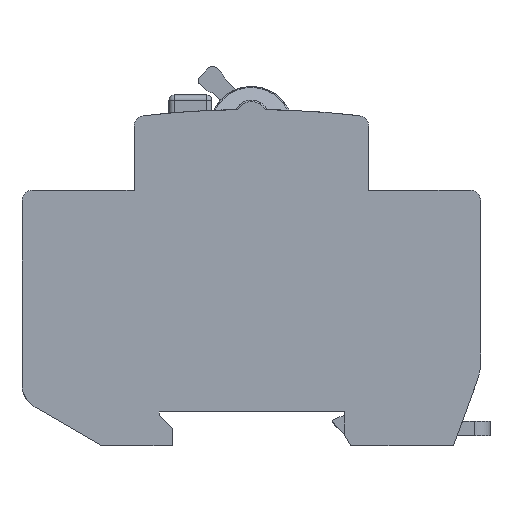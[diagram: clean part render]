
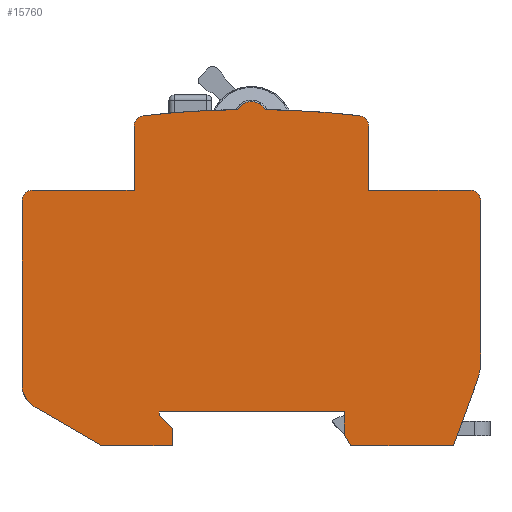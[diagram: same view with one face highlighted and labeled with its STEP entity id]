
A CAD part, left-side view. The second image highlights one B-rep face of the part: STEP entity #15760.
In plain terms, the highlighted face is planar.
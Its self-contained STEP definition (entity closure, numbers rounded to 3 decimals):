
#3693=CARTESIAN_POINT('',(0.,-15.033,-57.98));
#3720=DIRECTION('',(0.,0.866,-0.5));
#3721=VECTOR('',#3720,14.78);
#3722=CARTESIAN_POINT('',(0.,11.,6.5));
#3723=LINE('',#3722,#3721);
#3727=CARTESIAN_POINT('',(0.,21.3,-5.22));
#3728=DIRECTION('',(-1.,0.,0.));
#3729=DIRECTION('',(0.,0.5,0.866));
#3730=AXIS2_PLACEMENT_3D('',#3727,#3728,#3729);
#3735=DIRECTION('',(0.,0.,-1.));
#3736=VECTOR('',#3735,35.28);
#3737=CARTESIAN_POINT('',(0.,26.3,-5.22));
#3738=LINE('',#3737,#3736);
#3742=CARTESIAN_POINT('',(0.,24.3,-40.5));
#3743=DIRECTION('',(-1.,0.,0.));
#3744=DIRECTION('',(0.,1.,0.));
#3745=AXIS2_PLACEMENT_3D('',#3742,#3743,#3744);
#3750=DIRECTION('',(0.,-1.,0.));
#3751=VECTOR('',#3750,19.5);
#3752=CARTESIAN_POINT('',(0.,24.3,-42.5));
#3753=LINE('',#3752,#3751);
#3757=DIRECTION('',(0.,0.,-1.));
#3758=VECTOR('',#3757,12.316);
#3759=CARTESIAN_POINT('',(0.,4.8,-42.5));
#3760=LINE('',#3759,#3758);
#3764=CARTESIAN_POINT('',(0.,2.8,-54.816));
#3765=DIRECTION('',(-1.,0.,0.));
#3766=DIRECTION('',(0.,1.,0.));
#3767=AXIS2_PLACEMENT_3D('',#3764,#3765,#3766);
#3772=CARTESIAN_POINT('',(0.,-17.7,122.));
#3773=DIRECTION('',(-1.,0.,0.));
#3774=DIRECTION('',(0.,0.115,-0.993));
#3775=AXIS2_PLACEMENT_3D('',#3772,#3773,#3774);
#3780=CARTESIAN_POINT('',(0.,-17.7,-56.4));
#3781=DIRECTION('',(-1.,0.,0.));
#3782=DIRECTION('',(0.,0.86,-0.51));
#3783=AXIS2_PLACEMENT_3D('',#3780,#3781,#3782);
#3788=CARTESIAN_POINT('',(0.,-17.7,-56.4));
#3789=DIRECTION('',(-1.,0.,0.));
#3790=DIRECTION('',(0.,-0.349,-0.937));
#3791=AXIS2_PLACEMENT_3D('',#3788,#3789,#3790);
#3796=CARTESIAN_POINT('',(0.,-17.7,122.));
#3797=DIRECTION('',(-1.,0.,0.));
#3798=DIRECTION('',(0.,-0.015,-1.));
#3799=AXIS2_PLACEMENT_3D('',#3796,#3797,#3798);
#3804=CARTESIAN_POINT('',(0.,-38.2,-54.816));
#3805=DIRECTION('',(-1.,0.,0.));
#3806=DIRECTION('',(0.,-0.115,-0.993));
#3807=AXIS2_PLACEMENT_3D('',#3804,#3805,#3806);
#3812=DIRECTION('',(0.,0.,1.));
#3813=VECTOR('',#3812,12.316);
#3814=CARTESIAN_POINT('',(0.,-40.2,-54.816));
#3815=LINE('',#3814,#3813);
#3819=DIRECTION('',(0.,-1.,0.));
#3820=VECTOR('',#3819,19.5);
#3821=CARTESIAN_POINT('',(0.,-40.2,-42.5));
#3822=LINE('',#3821,#3820);
#3826=CARTESIAN_POINT('',(0.,-59.7,-40.5));
#3827=DIRECTION('',(-1.,0.,0.));
#3828=DIRECTION('',(0.,0.,-1.));
#3829=AXIS2_PLACEMENT_3D('',#3826,#3827,#3828);
#3834=DIRECTION('',(0.,0.,1.));
#3835=VECTOR('',#3834,30.95);
#3836=CARTESIAN_POINT('',(0.,-61.7,-40.5));
#3837=LINE('',#3836,#3835);
#3841=CARTESIAN_POINT('',(0.,-51.7,-9.55));
#3842=DIRECTION('',(-1.,0.,0.));
#3843=DIRECTION('',(0.,-1.,0.));
#3844=AXIS2_PLACEMENT_3D('',#3841,#3842,#3843);
#3849=DIRECTION('',(0.,0.342,0.94));
#3850=VECTOR('',#3849,13.441);
#3851=CARTESIAN_POINT('',(0.,-61.097,-6.13));
#3852=LINE('',#3851,#3850);
#3856=DIRECTION('',(0.,1.,0.));
#3857=VECTOR('',#3856,19.73);
#3858=CARTESIAN_POINT('',(0.,-56.5,6.5));
#3859=LINE('',#3858,#3857);
#3863=DIRECTION('',(0.,0.5,-0.866));
#3864=VECTOR('',#3863,2.54);
#3865=CARTESIAN_POINT('',(0.,-36.77,6.5));
#3866=LINE('',#3865,#3864);
#3870=DIRECTION('',(0.,0.,-1.));
#3871=VECTOR('',#3870,4.3);
#3872=CARTESIAN_POINT('',(0.,-35.5,4.3));
#3873=LINE('',#3872,#3871);
#3877=DIRECTION('',(0.,1.,0.));
#3878=VECTOR('',#3877,35.5);
#3879=CARTESIAN_POINT('',(0.,-35.5,0.));
#3880=LINE('',#3879,#3878);
#3884=DIRECTION('',(0.,0.,1.));
#3885=VECTOR('',#3884,0.7);
#3886=CARTESIAN_POINT('',(0.,0.,0.));
#3887=LINE('',#3886,#3885);
#3891=DIRECTION('',(0.,-0.707,0.707));
#3892=VECTOR('',#3891,3.536);
#3893=CARTESIAN_POINT('',(0.,0.,0.7));
#3894=LINE('',#3893,#3892);
#3898=DIRECTION('',(0.,0.,1.));
#3899=VECTOR('',#3898,3.3);
#3900=CARTESIAN_POINT('',(0.,-2.5,3.2));
#3901=LINE('',#3900,#3899);
#3905=DIRECTION('',(0.,1.,0.));
#3906=VECTOR('',#3905,13.5);
#3907=CARTESIAN_POINT('',(0.,-2.5,6.5));
#3908=LINE('',#3907,#3906);
#10703=CARTESIAN_POINT('',(0.,-38.43,-56.802));
#10704=VERTEX_POINT('',#10703);
#10705=CARTESIAN_POINT('',(0.,-20.367,-57.98));
#10706=VERTEX_POINT('',#10705);
#10752=VERTEX_POINT('',#3693);
#10753=CARTESIAN_POINT('',(0.,3.03,-56.802));
#10754=VERTEX_POINT('',#10753);
#10785=CARTESIAN_POINT('',(0.,-18.783,-59.305));
#10786=VERTEX_POINT('',#10785);
#10787=CARTESIAN_POINT('',(0.,11.,6.5));
#10788=CARTESIAN_POINT('',(0.,23.8,-0.89));
#10789=VERTEX_POINT('',#10787);
#10790=VERTEX_POINT('',#10788);
#10791=CARTESIAN_POINT('',(0.,26.3,-5.22));
#10792=VERTEX_POINT('',#10791);
#10793=CARTESIAN_POINT('',(0.,26.3,-40.5));
#10794=VERTEX_POINT('',#10793);
#10795=CARTESIAN_POINT('',(0.,24.3,-42.5));
#10796=VERTEX_POINT('',#10795);
#10797=CARTESIAN_POINT('',(0.,4.8,-42.5));
#10798=VERTEX_POINT('',#10797);
#10799=CARTESIAN_POINT('',(0.,4.8,-54.816));
#10800=VERTEX_POINT('',#10799);
#10801=CARTESIAN_POINT('',(0.,-40.2,-54.816));
#10802=VERTEX_POINT('',#10801);
#10803=CARTESIAN_POINT('',(0.,-40.2,-42.5));
#10804=VERTEX_POINT('',#10803);
#10805=CARTESIAN_POINT('',(0.,-59.7,-42.5));
#10806=VERTEX_POINT('',#10805);
#10807=CARTESIAN_POINT('',(0.,-61.7,-40.5));
#10808=VERTEX_POINT('',#10807);
#10809=CARTESIAN_POINT('',(0.,-61.7,-9.55));
#10810=VERTEX_POINT('',#10809);
#10811=CARTESIAN_POINT('',(0.,-61.097,-6.13));
#10812=VERTEX_POINT('',#10811);
#10813=CARTESIAN_POINT('',(0.,-56.5,6.5));
#10814=VERTEX_POINT('',#10813);
#10815=CARTESIAN_POINT('',(0.,-36.77,6.5));
#10816=VERTEX_POINT('',#10815);
#10817=CARTESIAN_POINT('',(0.,-35.5,4.3));
#10818=VERTEX_POINT('',#10817);
#10819=CARTESIAN_POINT('',(0.,-35.5,0.));
#10820=VERTEX_POINT('',#10819);
#10821=CARTESIAN_POINT('',(0.,0.,0.));
#10822=VERTEX_POINT('',#10821);
#10823=CARTESIAN_POINT('',(0.,0.,0.7));
#10824=VERTEX_POINT('',#10823);
#10825=CARTESIAN_POINT('',(0.,-2.5,3.2));
#10826=VERTEX_POINT('',#10825);
#10827=CARTESIAN_POINT('',(0.,-2.5,6.5));
#10828=VERTEX_POINT('',#10827);
#15707=CARTESIAN_POINT('',(0.,-17.7,-42.5));
#15708=DIRECTION('',(-1.,0.,0.));
#15709=DIRECTION('',(0.,1.,0.));
#15710=AXIS2_PLACEMENT_3D('',#15707,#15708,#15709);
#15711=PLANE('',#15710);
#15713=ORIENTED_EDGE('',*,*,#15712,.T.);
#15715=ORIENTED_EDGE('',*,*,#15714,.T.);
#15717=ORIENTED_EDGE('',*,*,#15716,.T.);
#15719=ORIENTED_EDGE('',*,*,#15718,.T.);
#15721=ORIENTED_EDGE('',*,*,#15720,.T.);
#15723=ORIENTED_EDGE('',*,*,#15722,.T.);
#15725=ORIENTED_EDGE('',*,*,#15724,.T.);
#15726=ORIENTED_EDGE('',*,*,#15453,.T.);
#15727=ORIENTED_EDGE('',*,*,#15692,.T.);
#15728=ORIENTED_EDGE('',*,*,#15690,.T.);
#15729=ORIENTED_EDGE('',*,*,#15085,.T.);
#15731=ORIENTED_EDGE('',*,*,#15730,.T.);
#15733=ORIENTED_EDGE('',*,*,#15732,.T.);
#15735=ORIENTED_EDGE('',*,*,#15734,.T.);
#15737=ORIENTED_EDGE('',*,*,#15736,.T.);
#15738=ORIENTED_EDGE('',*,*,#12495,.T.);
#15740=ORIENTED_EDGE('',*,*,#15739,.T.);
#15741=ORIENTED_EDGE('',*,*,#13787,.T.);
#15743=ORIENTED_EDGE('',*,*,#15742,.T.);
#15745=ORIENTED_EDGE('',*,*,#15744,.T.);
#15747=ORIENTED_EDGE('',*,*,#15746,.T.);
#15749=ORIENTED_EDGE('',*,*,#15748,.T.);
#15751=ORIENTED_EDGE('',*,*,#15750,.T.);
#15753=ORIENTED_EDGE('',*,*,#15752,.T.);
#15755=ORIENTED_EDGE('',*,*,#15754,.T.);
#15757=ORIENTED_EDGE('',*,*,#15756,.T.);
#15758=EDGE_LOOP('',(#15713,#15715,#15717,#15719,#15721,#15723,#15725,#15726,
#15727,#15728,#15729,#15731,#15733,#15735,#15737,#15738,#15740,#15741,#15743,
#15745,#15747,#15749,#15751,#15753,#15755,#15757));
#15759=FACE_OUTER_BOUND('',#15758,.F.);
#3731=CIRCLE('',#3730,5.);
#3746=CIRCLE('',#3745,2.);
#3768=CIRCLE('',#3767,2.);
#3776=CIRCLE('',#3775,180.);
#3784=CIRCLE('',#3783,3.1);
#3792=CIRCLE('',#3791,3.1);
#3800=CIRCLE('',#3799,180.);
#3808=CIRCLE('',#3807,2.);
#3830=CIRCLE('',#3829,2.);
#3845=CIRCLE('',#3844,10.);
#12495=EDGE_CURVE('',#10808,#10810,#3837,.T.);
#13787=EDGE_CURVE('',#10812,#10814,#3852,.T.);
#15085=EDGE_CURVE('',#10706,#10704,#3800,.T.);
#15453=EDGE_CURVE('',#10754,#10752,#3776,.T.);
#15690=EDGE_CURVE('',#10786,#10706,#3792,.T.);
#15692=EDGE_CURVE('',#10752,#10786,#3784,.T.);
#15712=EDGE_CURVE('',#10789,#10790,#3723,.T.);
#15714=EDGE_CURVE('',#10790,#10792,#3731,.T.);
#15716=EDGE_CURVE('',#10792,#10794,#3738,.T.);
#15718=EDGE_CURVE('',#10794,#10796,#3746,.T.);
#15720=EDGE_CURVE('',#10796,#10798,#3753,.T.);
#15722=EDGE_CURVE('',#10798,#10800,#3760,.T.);
#15724=EDGE_CURVE('',#10800,#10754,#3768,.T.);
#15730=EDGE_CURVE('',#10704,#10802,#3808,.T.);
#15732=EDGE_CURVE('',#10802,#10804,#3815,.T.);
#15734=EDGE_CURVE('',#10804,#10806,#3822,.T.);
#15736=EDGE_CURVE('',#10806,#10808,#3830,.T.);
#15739=EDGE_CURVE('',#10810,#10812,#3845,.T.);
#15742=EDGE_CURVE('',#10814,#10816,#3859,.T.);
#15744=EDGE_CURVE('',#10816,#10818,#3866,.T.);
#15746=EDGE_CURVE('',#10818,#10820,#3873,.T.);
#15748=EDGE_CURVE('',#10820,#10822,#3880,.T.);
#15750=EDGE_CURVE('',#10822,#10824,#3887,.T.);
#15752=EDGE_CURVE('',#10824,#10826,#3894,.T.);
#15754=EDGE_CURVE('',#10826,#10828,#3901,.T.);
#15756=EDGE_CURVE('',#10828,#10789,#3908,.T.);
#15760=ADVANCED_FACE('',(#15759),#15711,.F.);
